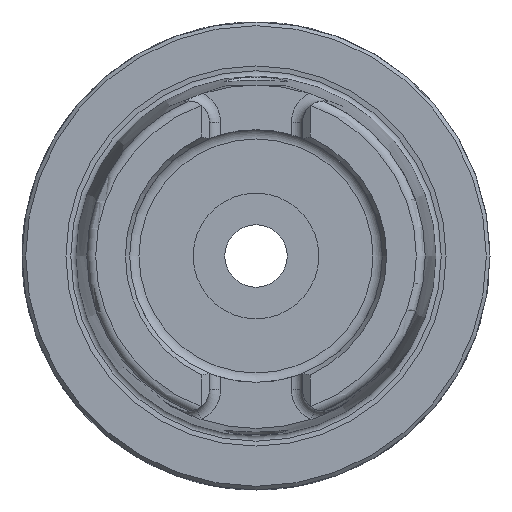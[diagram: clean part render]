
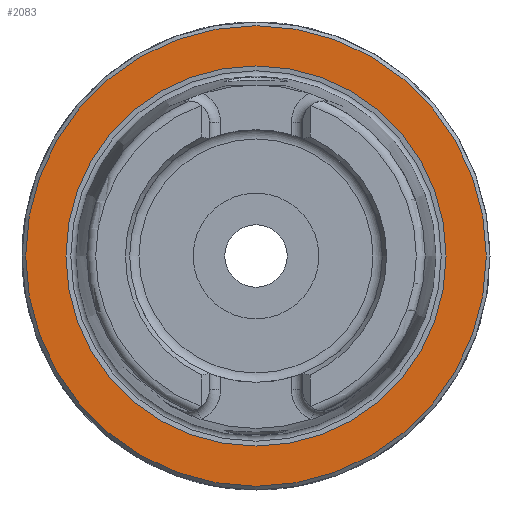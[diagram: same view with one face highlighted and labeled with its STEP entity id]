
A CAD part, left-side view. The second image highlights one B-rep face of the part: STEP entity #2083.
In plain terms, the highlighted planar face has unit normal (-1, 0, 0).
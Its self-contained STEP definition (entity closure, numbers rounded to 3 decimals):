
#66=FACE_BOUND('',#463,.T.);
#108=PLANE('',#2345);
#330=FACE_OUTER_BOUND('',#462,.T.);
#462=EDGE_LOOP('',(#1932));
#463=EDGE_LOOP('',(#1933));
#800=CIRCLE('',#2344,25.588);
#801=CIRCLE('',#2346,31.);
#1006=VERTEX_POINT('',#4476);
#1007=VERTEX_POINT('',#4480);
#1316=EDGE_CURVE('',#1006,#1006,#800,.T.);
#1317=EDGE_CURVE('',#1007,#1007,#801,.T.);
#1932=ORIENTED_EDGE('',*,*,#1317,.F.);
#1933=ORIENTED_EDGE('',*,*,#1316,.T.);
#2083=ADVANCED_FACE('',(#330,#66),#108,.T.);
#2344=AXIS2_PLACEMENT_3D('',#4478,#2930,#2931);
#2345=AXIS2_PLACEMENT_3D('',#4479,#2932,#2933);
#2346=AXIS2_PLACEMENT_3D('',#4481,#2934,#2935);
#2930=DIRECTION('center_axis',(1.,0.,0.));
#2931=DIRECTION('ref_axis',(0.,0.,-1.));
#2932=DIRECTION('center_axis',(-1.,0.,0.));
#2933=DIRECTION('ref_axis',(0.,0.,1.));
#2934=DIRECTION('center_axis',(1.,0.,0.));
#2935=DIRECTION('ref_axis',(0.,0.,-1.));
#4476=CARTESIAN_POINT('',(0.,-25.588,0.));
#4478=CARTESIAN_POINT('Origin',(0.,0.,0.));
#4479=CARTESIAN_POINT('Origin',(0.,31.,0.));
#4480=CARTESIAN_POINT('',(0.,-31.,0.));
#4481=CARTESIAN_POINT('Origin',(0.,0.,0.));
